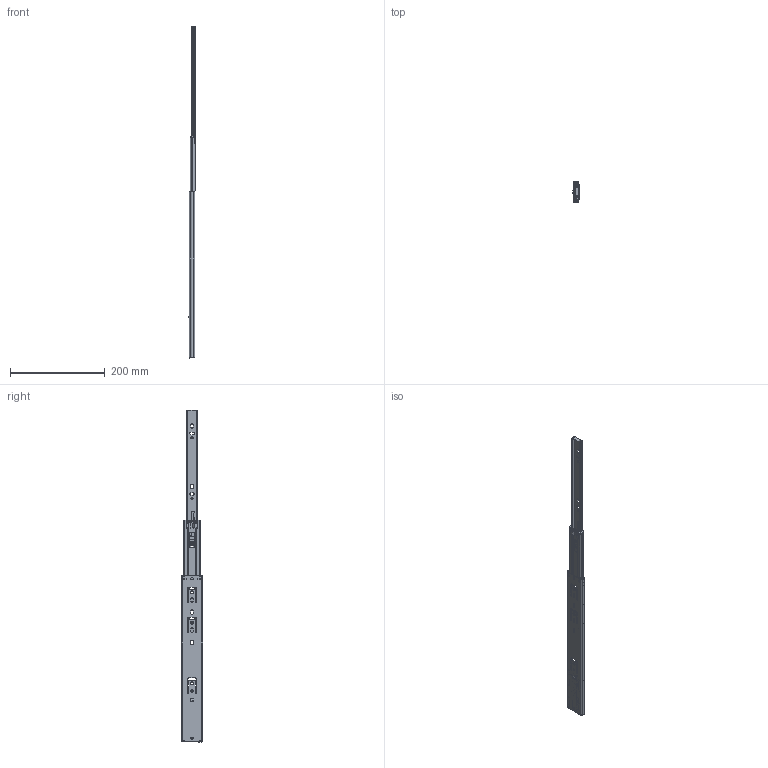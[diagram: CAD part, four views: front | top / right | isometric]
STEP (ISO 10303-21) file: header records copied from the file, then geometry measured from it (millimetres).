
FILE_DESCRIPTION (( 'STEP AP214' ), '1' );
FILE_NAME ('45#毀粟14渡open.STEP', '2024-10-10T08:27:16', ( '' ), ( '' ), 'SwSTEP 2.0', 'SolidWorks 2016', '' );
FILE_SCHEMA (( 'AUTOMOTIVE_DESIGN' ));
Length unit declared in the file: millimetre
Products named in the file (13): 45#毀粟14渡open; 45癹弇坶; 45#等遣喳俋寢14渡; 毀粟1; 45中轨胶塞; 毀粟2; 詩紩4.72; 毀粟; 囀寢蝶諶; 紩沭113.5; 45紩殤14渡; 45#等遣喳囀寢14渡; 45#等遣喳笢寢14渡
Assembly tree (42 placements, depth 3):
  45#毀粟14渡open
    45#等遣喳俋寢14渡
    45#等遣喳笢寢14渡
    45#等遣喳囀寢14渡
    45紩殤14渡
    詩紩4.72  x30
    紩沭113.5  x2
    毀粟
      毀粟1
      毀粟2
    45中轨胶塞
    45癹弇坶
    囀寢蝶諶
Bounding box: 13.28 x 45.47 x 701.21 mm (x, y, z)
Volume: 81387.4 mm3; surface area: 139998 mm2
Topology: 44 solids, 44 shells, 3361 faces, 9325 edges, 5871 vertices
Faces by surface type: plane 1300, cylinder 869, bspline 755, sphere 194, torus 176, cone 67
Entity records: 109878 total; most frequent: CARTESIAN_POINT 36161, ORIENTED_EDGE 16874, DIRECTION 12862, EDGE_CURVE 8437, VERTEX_POINT 5393, VECTOR 4446, LINE 4446, AXIS2_PLACEMENT_3D 4208
